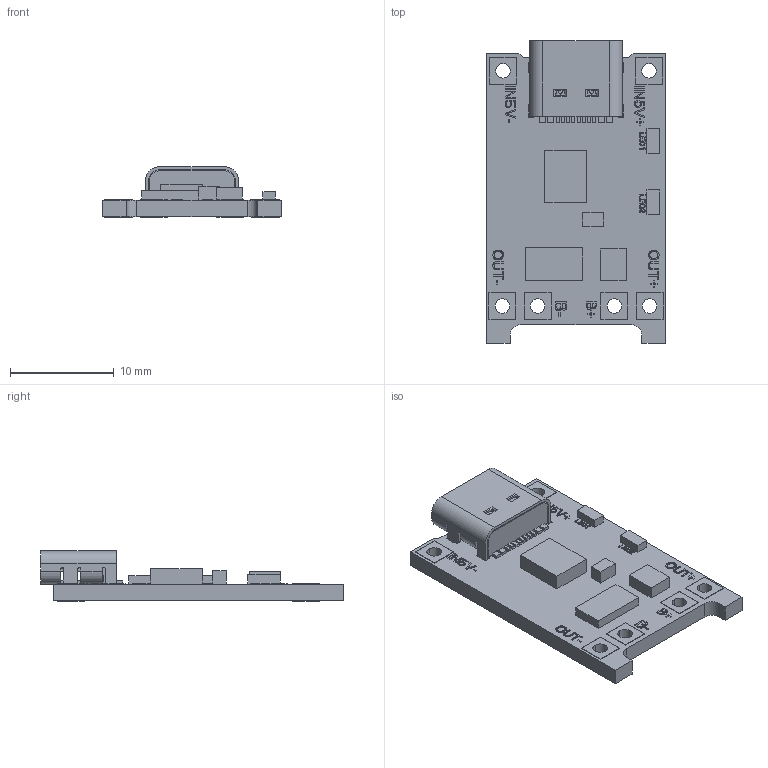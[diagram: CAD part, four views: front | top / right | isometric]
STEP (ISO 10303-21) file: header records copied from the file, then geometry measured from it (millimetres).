
FILE_DESCRIPTION((''),'2;1');
FILE_NAME('TP4056_PCB_ASM','2021-01-21T',('TL'),(''),'CREO PARAMETRIC BY PTC INC, 2014440','CREO PARAMETRIC BY PTC INC, 2014440','');
FILE_SCHEMA(('AUTOMOTIVE_DESIGN { 1 0 10303 214 1 1 1 1 }'));
Length unit declared in the file: millimetre
Products named in the file (33): TP4056_PCB; PRT0001; PRT0002; PRT0003; PRT0004; PRT0005; BOSS-EXTRUDE14_8_; BOSS-EXTRUDE7_4_; BOSS-EXTRUDE7_3_; BOSS-EXTRUDE14_4_; BOSS-EXTRUDE14_2_; BOSS-EXTRUDE14_11_; BOSS-EXTRUDE7_7_; BOSS-EXTRUDE14_9_; BOSS-EXTRUDE14_3_; BOSS-EXTRUDE14_7_; MIRROR2; BOSS-EXTRUDE14_5_; BOSS-EXTRUDE14_12_; BOSS-EXTRUDE7_8_; BOSS-EXTRUDE7_1_; BOSS-EXTRUDE14_10_; BOSS-EXTRUDE7_9_; BOSS-EXTRUDE14_6_; CHAMFER9; BOSS-EXTRUDE14_1_; BOSS-EXTRUDE7_6_; BOSS-EXTRUDE7_2_; CUT-EXTRUDE5; BOSS-EXTRUDE7_5_; USB_TYPE_C_PORT__SMD_TYPE__ASM; USB_TYPE_C_PORT_SMDTYPE_ASM; TP4056_PCB_ASM
Assembly tree (33 placements, depth 4):
  TP4056_PCB_ASM
    TP4056_PCB
    PRT0001
    PRT0002
    PRT0003
    PRT0004
    PRT0005  x2
    USB_TYPE_C_PORT_SMDTYPE_ASM
      USB_TYPE_C_PORT__SMD_TYPE__ASM
        BOSS-EXTRUDE14_8_
        BOSS-EXTRUDE7_4_
        BOSS-EXTRUDE7_3_
        BOSS-EXTRUDE14_4_
        BOSS-EXTRUDE14_2_
        BOSS-EXTRUDE14_11_
        BOSS-EXTRUDE7_7_
        BOSS-EXTRUDE14_9_
        BOSS-EXTRUDE14_3_
        BOSS-EXTRUDE14_7_
        MIRROR2
        BOSS-EXTRUDE14_5_
        BOSS-EXTRUDE14_12_
        BOSS-EXTRUDE7_8_
        BOSS-EXTRUDE7_1_
        BOSS-EXTRUDE14_10_
        BOSS-EXTRUDE7_9_
        BOSS-EXTRUDE14_6_
        CHAMFER9
        BOSS-EXTRUDE14_1_
        BOSS-EXTRUDE7_6_
        BOSS-EXTRUDE7_2_
        CUT-EXTRUDE5
        BOSS-EXTRUDE7_5_
Bounding box: 17.3 x 29.2 x 4.86 mm (x, y, z)
Volume: 893.8 mm3; surface area: 1868.8 mm2
Topology: 31 solids, 31 shells, 997 faces, 2600 edges, 1702 vertices
Faces by surface type: plane 671, extrusion 181, cylinder 117, torus 12, cone 8, sphere 6, bspline 2
Entity records: 40435 total; most frequent: CARTESIAN_POINT 7084, ORIENTED_EDGE 5160, DIRECTION 4445, EDGE_CURVE 2580, PRESENTATION_STYLE_ASSIGNMENT 2206, STYLED_ITEM 2150, VECTOR 2139, CURVE_STYLE 2016
